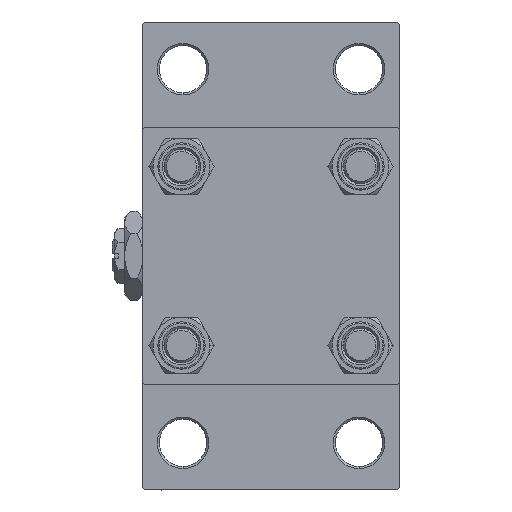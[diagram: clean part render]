
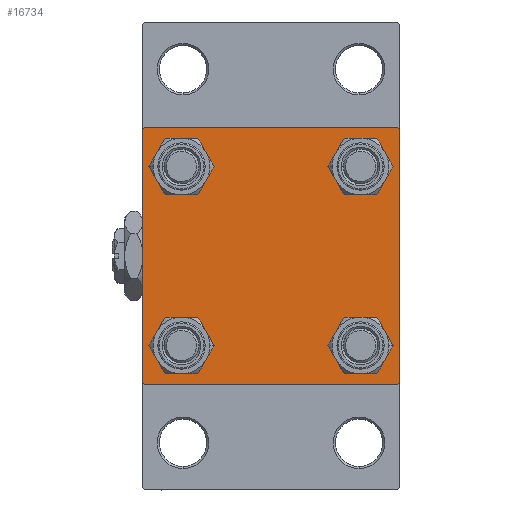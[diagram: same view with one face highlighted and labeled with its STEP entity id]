
A CAD part, left-side view. The second image highlights one B-rep face of the part: STEP entity #16734.
In plain terms, the highlighted planar face has unit normal (-1, 0, 0).
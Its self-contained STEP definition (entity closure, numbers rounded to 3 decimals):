
#54 = ORIENTED_EDGE ( 'NONE', *, *, #39550, .F. ) ;
#609 = DIRECTION ( 'NONE',  ( 0., -1., 0. ) ) ;
#702 = DIRECTION ( 'NONE',  ( 0., 0., 1. ) ) ;
#816 = EDGE_LOOP ( 'NONE', ( #20898, #840 ) ) ;
#840 = ORIENTED_EDGE ( 'NONE', *, *, #5710, .T. ) ;
#1027 = VERTEX_POINT ( 'NONE', #2737 ) ;
#1219 = VERTEX_POINT ( 'NONE', #24413 ) ;
#1359 = CIRCLE ( 'NONE', #47835, 4.5 ) ;
#1681 = EDGE_CURVE ( 'NONE', #34686, #7712, #39910, .T. ) ;
#1888 = ORIENTED_EDGE ( 'NONE', *, *, #4168, .T. ) ;
#2255 = LINE ( 'NONE', #5771, #39750 ) ;
#2615 = DIRECTION ( 'NONE',  ( 0., 0., -1. ) ) ;
#2737 = CARTESIAN_POINT ( 'NONE',  ( 0., -20.85, 25.35 ) ) ;
#3356 = CARTESIAN_POINT ( 'NONE',  ( 0., -20.85, -20.85 ) ) ;
#3940 = LINE ( 'NONE', #15720, #17746 ) ;
#4002 = AXIS2_PLACEMENT_3D ( 'NONE', #17797, #22529, #33826 ) ;
#4168 = EDGE_CURVE ( 'NONE', #7712, #34686, #39983, .T. ) ;
#4583 = VERTEX_POINT ( 'NONE', #10485 ) ;
#4710 = VECTOR ( 'NONE', #47622, 1000. ) ;
#5306 = CARTESIAN_POINT ( 'NONE',  ( 0., 20.85, -25.35 ) ) ;
#5339 = DIRECTION ( 'NONE',  ( 1., 0., 0. ) ) ;
#5377 = VERTEX_POINT ( 'NONE', #44207 ) ;
#5595 = VERTEX_POINT ( 'NONE', #36609 ) ;
#5710 = EDGE_CURVE ( 'NONE', #5377, #10986, #40842, .T. ) ;
#5771 = CARTESIAN_POINT ( 'NONE',  ( 0., 29.75, -29.75 ) ) ;
#6309 = DIRECTION ( 'NONE',  ( 0., 0., 1. ) ) ;
#6621 = LINE ( 'NONE', #44485, #19001 ) ;
#6864 = AXIS2_PLACEMENT_3D ( 'NONE', #42700, #13587, #47962 ) ;
#7712 = VERTEX_POINT ( 'NONE', #5306 ) ;
#7978 = FACE_BOUND ( 'NONE', #20599, .T. ) ;
#9398 = CARTESIAN_POINT ( 'NONE',  ( 0., -30., -29.5 ) ) ;
#9499 = CARTESIAN_POINT ( 'NONE',  ( 0., -30., 29.5 ) ) ;
#10126 = ORIENTED_EDGE ( 'NONE', *, *, #47998, .T. ) ;
#10381 = AXIS2_PLACEMENT_3D ( 'NONE', #41492, #34204, #37732 ) ;
#10485 = CARTESIAN_POINT ( 'NONE',  ( 0., -20.85, 16.35 ) ) ;
#10615 = EDGE_CURVE ( 'NONE', #13978, #40750, #27658, .T. ) ;
#10739 = ORIENTED_EDGE ( 'NONE', *, *, #42838, .T. ) ;
#10961 = DIRECTION ( 'NONE',  ( 0., 0.707, -0.707 ) ) ;
#10986 = VERTEX_POINT ( 'NONE', #47482 ) ;
#11587 = EDGE_CURVE ( 'NONE', #4583, #1027, #30501, .T. ) ;
#12615 = EDGE_LOOP ( 'NONE', ( #10739, #48721, #28176, #15499, #54, #35905, #18921, #10126 ) ) ;
#12752 = EDGE_CURVE ( 'NONE', #48971, #34202, #3940, .T. ) ;
#12756 = CIRCLE ( 'NONE', #40789, 4.5 ) ;
#13578 = VERTEX_POINT ( 'NONE', #14735 ) ;
#13587 = DIRECTION ( 'NONE',  ( 1., 0., 0. ) ) ;
#13978 = VERTEX_POINT ( 'NONE', #25603 ) ;
#14049 = ORIENTED_EDGE ( 'NONE', *, *, #34437, .T. ) ;
#14660 = CARTESIAN_POINT ( 'NONE',  ( 0., 30., 30. ) ) ;
#14711 = CARTESIAN_POINT ( 'NONE',  ( 0., 29.75, 29.75 ) ) ;
#14735 = CARTESIAN_POINT ( 'NONE',  ( 0., 30., 29.5 ) ) ;
#14859 = EDGE_LOOP ( 'NONE', ( #14049, #33413 ) ) ;
#14865 = CIRCLE ( 'NONE', #6864, 4.5 ) ;
#15365 = LINE ( 'NONE', #34174, #30970 ) ;
#15499 = ORIENTED_EDGE ( 'NONE', *, *, #34489, .T. ) ;
#15720 = CARTESIAN_POINT ( 'NONE',  ( 0., -29.75, 29.75 ) ) ;
#15985 = PLANE ( 'NONE',  #41114 ) ;
#16734 = ADVANCED_FACE ( 'NONE', ( #7978, #38568, #38066, #27258, #46341 ), #15985, .T. ) ;
#16854 = VERTEX_POINT ( 'NONE', #9398 ) ;
#17030 = CIRCLE ( 'NONE', #45066, 4.5 ) ;
#17401 = CARTESIAN_POINT ( 'NONE',  ( 0., -20.85, -25.35 ) ) ;
#17429 = CARTESIAN_POINT ( 'NONE',  ( 0., 29.5, 30. ) ) ;
#17746 = VECTOR ( 'NONE', #42295, 1000. ) ;
#17797 = CARTESIAN_POINT ( 'NONE',  ( 0., 20.85, 20.85 ) ) ;
#18404 = CARTESIAN_POINT ( 'NONE',  ( 0., -20.85, 20.85 ) ) ;
#18921 = ORIENTED_EDGE ( 'NONE', *, *, #43146, .F. ) ;
#19001 = VECTOR ( 'NONE', #2615, 1000. ) ;
#19739 = CARTESIAN_POINT ( 'NONE',  ( 0., -29.5, 30. ) ) ;
#20599 = EDGE_LOOP ( 'NONE', ( #44308, #35852 ) ) ;
#20898 = ORIENTED_EDGE ( 'NONE', *, *, #21358, .T. ) ;
#21358 = EDGE_CURVE ( 'NONE', #10986, #5377, #14865, .T. ) ;
#22529 = DIRECTION ( 'NONE',  ( 1., 0., 0. ) ) ;
#22661 = DIRECTION ( 'NONE',  ( 0., 0., 1. ) ) ;
#22911 = DIRECTION ( 'NONE',  ( 0., 0., -1. ) ) ;
#24027 = EDGE_LOOP ( 'NONE', ( #43188, #1888 ) ) ;
#24099 = AXIS2_PLACEMENT_3D ( 'NONE', #18404, #33453, #22661 ) ;
#24413 = CARTESIAN_POINT ( 'NONE',  ( 0., -20.85, -16.35 ) ) ;
#25344 = DIRECTION ( 'NONE',  ( 1., 0., 0. ) ) ;
#25603 = CARTESIAN_POINT ( 'NONE',  ( 0., 29.5, -30. ) ) ;
#25936 = EDGE_CURVE ( 'NONE', #1027, #4583, #17030, .T. ) ;
#26562 = CARTESIAN_POINT ( 'NONE',  ( 0., -20.85, -20.85 ) ) ;
#27258 = FACE_BOUND ( 'NONE', #816, .T. ) ;
#27658 = LINE ( 'NONE', #34934, #40910 ) ;
#28176 = ORIENTED_EDGE ( 'NONE', *, *, #10615, .T. ) ;
#29333 = CARTESIAN_POINT ( 'NONE',  ( 0., -29.5, -30. ) ) ;
#29595 = CARTESIAN_POINT ( 'NONE',  ( 0., 20.85, -20.85 ) ) ;
#30501 = CIRCLE ( 'NONE', #24099, 4.5 ) ;
#30522 = CARTESIAN_POINT ( 'NONE',  ( 0., 0., 0. ) ) ;
#30970 = VECTOR ( 'NONE', #45977, 1000. ) ;
#33413 = ORIENTED_EDGE ( 'NONE', *, *, #44259, .T. ) ;
#33453 = DIRECTION ( 'NONE',  ( 1., 0., 0. ) ) ;
#33536 = VECTOR ( 'NONE', #22911, 1000. ) ;
#33826 = DIRECTION ( 'NONE',  ( 0., 0., 1. ) ) ;
#33927 = DIRECTION ( 'NONE',  ( 1., 0., 0. ) ) ;
#34174 = CARTESIAN_POINT ( 'NONE',  ( 0., -29.75, -29.75 ) ) ;
#34202 = VERTEX_POINT ( 'NONE', #19739 ) ;
#34204 = DIRECTION ( 'NONE',  ( 1., 0., 0. ) ) ;
#34437 = EDGE_CURVE ( 'NONE', #1219, #44837, #1359, .T. ) ;
#34489 = EDGE_CURVE ( 'NONE', #40750, #16854, #15365, .T. ) ;
#34686 = VERTEX_POINT ( 'NONE', #41398 ) ;
#34934 = CARTESIAN_POINT ( 'NONE',  ( 0., 30., -30. ) ) ;
#35293 = DIRECTION ( 'NONE',  ( -1., 0., 0. ) ) ;
#35673 = CARTESIAN_POINT ( 'NONE',  ( 0., -20.85, 20.85 ) ) ;
#35852 = ORIENTED_EDGE ( 'NONE', *, *, #11587, .T. ) ;
#35905 = ORIENTED_EDGE ( 'NONE', *, *, #12752, .T. ) ;
#36585 = DIRECTION ( 'NONE',  ( 0., -0.707, -0.707 ) ) ;
#36604 = VERTEX_POINT ( 'NONE', #17429 ) ;
#36609 = CARTESIAN_POINT ( 'NONE',  ( 0., 30., -29.5 ) ) ;
#37004 = EDGE_CURVE ( 'NONE', #5595, #13978, #2255, .T. ) ;
#37234 = LINE ( 'NONE', #14660, #33536 ) ;
#37732 = DIRECTION ( 'NONE',  ( 0., 0., 1. ) ) ;
#37949 = DIRECTION ( 'NONE',  ( 0., 0., 1. ) ) ;
#38066 = FACE_BOUND ( 'NONE', #24027, .T. ) ;
#38307 = AXIS2_PLACEMENT_3D ( 'NONE', #29595, #25344, #6309 ) ;
#38568 = FACE_BOUND ( 'NONE', #14859, .T. ) ;
#39550 = EDGE_CURVE ( 'NONE', #48971, #16854, #6621, .T. ) ;
#39750 = VECTOR ( 'NONE', #36585, 1000. ) ;
#39910 = CIRCLE ( 'NONE', #38307, 4.5 ) ;
#39983 = CIRCLE ( 'NONE', #10381, 4.5 ) ;
#40750 = VERTEX_POINT ( 'NONE', #29333 ) ;
#40789 = AXIS2_PLACEMENT_3D ( 'NONE', #26562, #45155, #41883 ) ;
#40842 = CIRCLE ( 'NONE', #4002, 4.5 ) ;
#40910 = VECTOR ( 'NONE', #609, 1000. ) ;
#41114 = AXIS2_PLACEMENT_3D ( 'NONE', #30522, #35293, #702 ) ;
#41398 = CARTESIAN_POINT ( 'NONE',  ( 0., 20.85, -16.35 ) ) ;
#41492 = CARTESIAN_POINT ( 'NONE',  ( 0., 20.85, -20.85 ) ) ;
#41883 = DIRECTION ( 'NONE',  ( 0., 0., 1. ) ) ;
#42295 = DIRECTION ( 'NONE',  ( 0., 0.707, 0.707 ) ) ;
#42700 = CARTESIAN_POINT ( 'NONE',  ( 0., 20.85, 20.85 ) ) ;
#42838 = EDGE_CURVE ( 'NONE', #13578, #5595, #37234, .T. ) ;
#43146 = EDGE_CURVE ( 'NONE', #36604, #34202, #43356, .T. ) ;
#43188 = ORIENTED_EDGE ( 'NONE', *, *, #1681, .T. ) ;
#43356 = LINE ( 'NONE', #43600, #4710 ) ;
#43600 = CARTESIAN_POINT ( 'NONE',  ( 0., 30., 30. ) ) ;
#44207 = CARTESIAN_POINT ( 'NONE',  ( 0., 20.85, 16.35 ) ) ;
#44259 = EDGE_CURVE ( 'NONE', #44837, #1219, #12756, .T. ) ;
#44308 = ORIENTED_EDGE ( 'NONE', *, *, #25936, .T. ) ;
#44449 = DIRECTION ( 'NONE',  ( 0., 0., 1. ) ) ;
#44485 = CARTESIAN_POINT ( 'NONE',  ( 0., -30., 30. ) ) ;
#44837 = VERTEX_POINT ( 'NONE', #17401 ) ;
#45066 = AXIS2_PLACEMENT_3D ( 'NONE', #35673, #5339, #44449 ) ;
#45155 = DIRECTION ( 'NONE',  ( 1., 0., 0. ) ) ;
#45764 = VECTOR ( 'NONE', #10961, 1000. ) ;
#45977 = DIRECTION ( 'NONE',  ( 0., -0.707, 0.707 ) ) ;
#46341 = FACE_OUTER_BOUND ( 'NONE', #12615, .T. ) ;
#47482 = CARTESIAN_POINT ( 'NONE',  ( 0., 20.85, 25.35 ) ) ;
#47622 = DIRECTION ( 'NONE',  ( 0., -1., 0. ) ) ;
#47835 = AXIS2_PLACEMENT_3D ( 'NONE', #3356, #33927, #37949 ) ;
#47962 = DIRECTION ( 'NONE',  ( 0., 0., 1. ) ) ;
#47998 = EDGE_CURVE ( 'NONE', #36604, #13578, #49092, .T. ) ;
#48721 = ORIENTED_EDGE ( 'NONE', *, *, #37004, .T. ) ;
#48971 = VERTEX_POINT ( 'NONE', #9499 ) ;
#49092 = LINE ( 'NONE', #14711, #45764 ) ;
